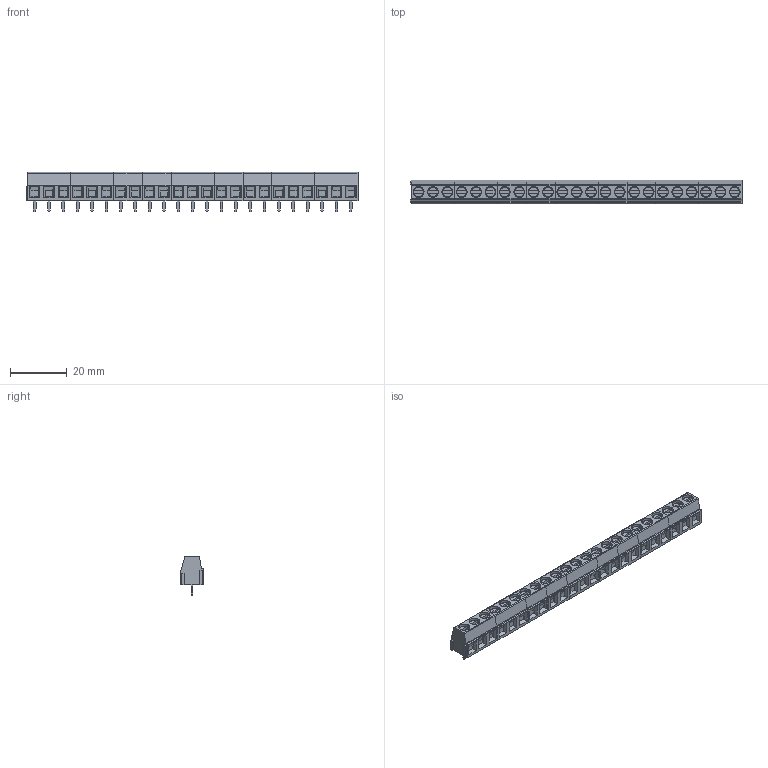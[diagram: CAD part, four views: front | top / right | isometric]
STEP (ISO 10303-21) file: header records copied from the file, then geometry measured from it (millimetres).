
FILE_DESCRIPTION(('FreeCAD Model'),'2;1');
FILE_NAME('Open CASCADE Shape Model','2024-11-08T13:52:04',(''),(''), 'Open CASCADE STEP processor 7.6','FreeCAD','Unknown');
FILE_SCHEMA(('AUTOMOTIVE_DESIGN { 1 0 10303 214 1 1 1 1 }'));
Length unit declared in the file: millimetre
Products named in the file (1): CUI_DEVICES_TB006-508-23BE
Bounding box: 117.34 x 8.2 x 13.8 mm (x, y, z)
Volume: 7931.1 mm3; surface area: 6270.7 mm2
Topology: 1 solids, 24 shells, 1251 faces, 3105 edges, 1974 vertices
Faces by surface type: plane 833, bspline 184, cylinder 142, cone 92
Entity records: 56298 total; most frequent: CARTESIAN_POINT 18896, ORIENTED_EDGE 6210, DIRECTION 5448, EDGE_CURVE 3105, LINE 2116, VECTOR 2116, VERTEX_POINT 1974, AXIS2_PLACEMENT_3D 1666
